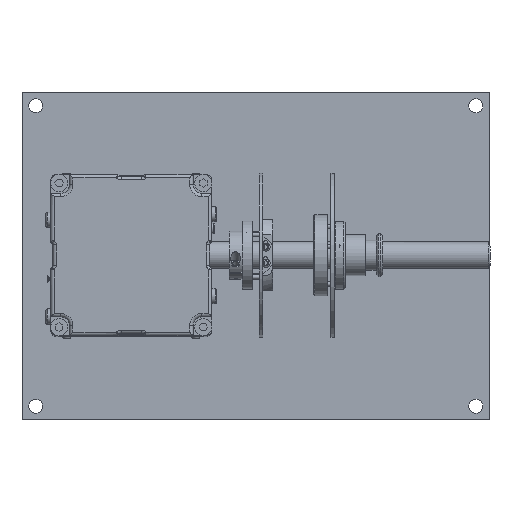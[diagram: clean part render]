
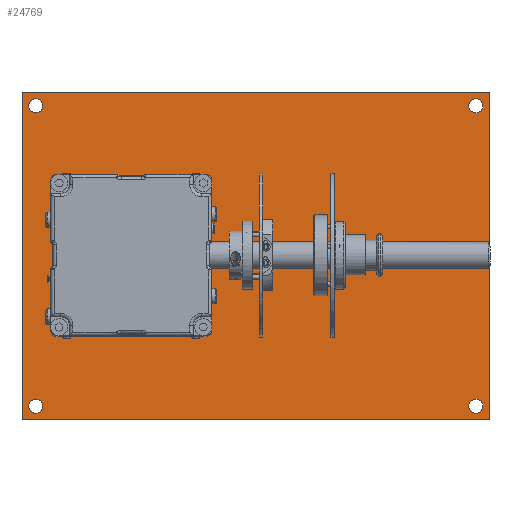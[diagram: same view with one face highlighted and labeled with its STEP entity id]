
A CAD part, top view. The second image highlights one B-rep face of the part: STEP entity #24769.
In plain terms, the highlighted planar face has unit normal (0, 0, 1).
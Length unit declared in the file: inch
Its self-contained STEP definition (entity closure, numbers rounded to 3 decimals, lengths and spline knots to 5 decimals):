
#2291=LINE('',#41255,#4297);
#2295=LINE('',#41263,#4301);
#2298=LINE('',#41269,#4304);
#2301=LINE('',#41274,#4307);
#4297=VECTOR('',#33831,12.);
#4301=VECTOR('',#33837,17.11024);
#4304=VECTOR('',#33842,12.);
#4307=VECTOR('',#33847,17.11024);
#5181=PLANE('',#27228);
#5916=FACE_BOUND('',#9485,.T.);
#5917=FACE_BOUND('',#9486,.T.);
#5918=FACE_BOUND('',#9487,.T.);
#5919=FACE_BOUND('',#9488,.T.);
#5920=FACE_BOUND('',#9489,.T.);
#5921=FACE_BOUND('',#9490,.T.);
#5922=FACE_BOUND('',#9491,.T.);
#5923=FACE_BOUND('',#9492,.T.);
#7369=FACE_OUTER_BOUND('',#9484,.T.);
#9484=EDGE_LOOP('',(#21426,#21427,#21428,#21429));
#9485=EDGE_LOOP('',(#21430));
#9486=EDGE_LOOP('',(#21431));
#9487=EDGE_LOOP('',(#21432));
#9488=EDGE_LOOP('',(#21433));
#9489=EDGE_LOOP('',(#21434));
#9490=EDGE_LOOP('',(#21435));
#9491=EDGE_LOOP('',(#21436));
#9492=EDGE_LOOP('',(#21437));
#10256=CIRCLE('',#27189,0.21654);
#10260=CIRCLE('',#27196,0.21654);
#10264=CIRCLE('',#27203,0.21654);
#10268=CIRCLE('',#27210,0.21654);
#10270=CIRCLE('',#27213,0.25591);
#10272=CIRCLE('',#27216,0.25591);
#10274=CIRCLE('',#27219,0.25591);
#10276=CIRCLE('',#27222,0.25591);
#12391=VERTEX_POINT('',#41197);
#12395=VERTEX_POINT('',#41208);
#12399=VERTEX_POINT('',#41219);
#12403=VERTEX_POINT('',#41230);
#12405=VERTEX_POINT('',#41235);
#12407=VERTEX_POINT('',#41240);
#12409=VERTEX_POINT('',#41245);
#12411=VERTEX_POINT('',#41250);
#12412=VERTEX_POINT('',#41253);
#12413=VERTEX_POINT('',#41254);
#12416=VERTEX_POINT('',#41262);
#12418=VERTEX_POINT('',#41268);
#15393=EDGE_CURVE('',#12391,#12391,#10256,.T.);
#15397=EDGE_CURVE('',#12395,#12395,#10260,.T.);
#15401=EDGE_CURVE('',#12399,#12399,#10264,.T.);
#15405=EDGE_CURVE('',#12403,#12403,#10268,.T.);
#15407=EDGE_CURVE('',#12405,#12405,#10270,.T.);
#15409=EDGE_CURVE('',#12407,#12407,#10272,.T.);
#15411=EDGE_CURVE('',#12409,#12409,#10274,.T.);
#15413=EDGE_CURVE('',#12411,#12411,#10276,.T.);
#15414=EDGE_CURVE('',#12412,#12413,#2291,.T.);
#15418=EDGE_CURVE('',#12413,#12416,#2295,.T.);
#15421=EDGE_CURVE('',#12416,#12418,#2298,.T.);
#15424=EDGE_CURVE('',#12418,#12412,#2301,.T.);
#21426=ORIENTED_EDGE('',*,*,#15414,.F.);
#21427=ORIENTED_EDGE('',*,*,#15424,.F.);
#21428=ORIENTED_EDGE('',*,*,#15421,.F.);
#21429=ORIENTED_EDGE('',*,*,#15418,.F.);
#21430=ORIENTED_EDGE('',*,*,#15393,.T.);
#21431=ORIENTED_EDGE('',*,*,#15397,.T.);
#21432=ORIENTED_EDGE('',*,*,#15401,.T.);
#21433=ORIENTED_EDGE('',*,*,#15405,.T.);
#21434=ORIENTED_EDGE('',*,*,#15407,.T.);
#21435=ORIENTED_EDGE('',*,*,#15409,.T.);
#21436=ORIENTED_EDGE('',*,*,#15411,.T.);
#21437=ORIENTED_EDGE('',*,*,#15413,.T.);
#24769=ADVANCED_FACE('',(#7369,#5916,#5917,#5918,#5919,#5920,#5921,#5922,
#5923),#5181,.T.);
#27189=AXIS2_PLACEMENT_3D('',#41198,#33761,#33762);
#27196=AXIS2_PLACEMENT_3D('',#41209,#33775,#33776);
#27203=AXIS2_PLACEMENT_3D('',#41220,#33789,#33790);
#27210=AXIS2_PLACEMENT_3D('',#41231,#33803,#33804);
#27213=AXIS2_PLACEMENT_3D('',#41236,#33809,#33810);
#27216=AXIS2_PLACEMENT_3D('',#41241,#33815,#33816);
#27219=AXIS2_PLACEMENT_3D('',#41246,#33821,#33822);
#27222=AXIS2_PLACEMENT_3D('',#41251,#33827,#33828);
#27228=AXIS2_PLACEMENT_3D('',#41277,#33851,#33852);
#33761=DIRECTION('center_axis',(0.,0.,
-1.));
#33762=DIRECTION('ref_axis',(-1.,0.,0.));
#33775=DIRECTION('center_axis',(0.,0.,
-1.));
#33776=DIRECTION('ref_axis',(-1.,0.,0.));
#33789=DIRECTION('center_axis',(0.,0.,
-1.));
#33790=DIRECTION('ref_axis',(-1.,0.,0.));
#33803=DIRECTION('center_axis',(0.,0.,
-1.));
#33804=DIRECTION('ref_axis',(-1.,0.,0.));
#33809=DIRECTION('center_axis',(0.,0.,
-1.));
#33810=DIRECTION('ref_axis',(1.,0.,0.));
#33815=DIRECTION('center_axis',(0.,0.,
-1.));
#33816=DIRECTION('ref_axis',(1.,0.,0.));
#33821=DIRECTION('center_axis',(0.,0.,
-1.));
#33822=DIRECTION('ref_axis',(1.,0.,0.));
#33827=DIRECTION('center_axis',(0.,0.,
-1.));
#33828=DIRECTION('ref_axis',(1.,0.,0.));
#33831=DIRECTION('',(0.,1.,0.));
#33837=DIRECTION('',(1.,0.,0.));
#33842=DIRECTION('',(0.,-1.,0.));
#33847=DIRECTION('',(-1.,0.,0.));
#33851=DIRECTION('center_axis',(0.,0.,
1.));
#33852=DIRECTION('ref_axis',(1.,0.,0.));
#41197=CARTESIAN_POINT('',(-0.19601,0.31496,0.));
#41198=CARTESIAN_POINT('Origin',(-0.41254,0.31496,0.));
#41208=CARTESIAN_POINT('',(-0.19601,5.59055,0.));
#41209=CARTESIAN_POINT('Origin',(-0.41254,5.59055,0.));
#41219=CARTESIAN_POINT('',(-5.4716,5.59055,0.));
#41220=CARTESIAN_POINT('Origin',(-5.68813,5.59055,0.));
#41230=CARTESIAN_POINT('',(-5.4716,0.31496,0.));
#41231=CARTESIAN_POINT('Origin',(-5.68813,0.31496,0.));
#41235=CARTESIAN_POINT('',(9.8158,-2.54724,0.));
#41236=CARTESIAN_POINT('Origin',(9.5599,-2.54724,0.));
#41240=CARTESIAN_POINT('',(9.8158,8.45276,0.));
#41241=CARTESIAN_POINT('Origin',(9.5599,8.45276,0.));
#41245=CARTESIAN_POINT('',(-6.29443,8.45276,0.));
#41246=CARTESIAN_POINT('Origin',(-6.55034,8.45276,0.));
#41250=CARTESIAN_POINT('',(-6.29443,-2.54724,0.));
#41251=CARTESIAN_POINT('Origin',(-6.55034,-2.54724,0.));
#41253=CARTESIAN_POINT('',(-7.05034,-3.04724,0.));
#41254=CARTESIAN_POINT('',(-7.05034,8.95276,0.));
#41255=CARTESIAN_POINT('',(-7.05034,8.95276,0.));
#41262=CARTESIAN_POINT('',(10.0599,8.95276,0.));
#41263=CARTESIAN_POINT('',(10.0599,8.95276,0.));
#41268=CARTESIAN_POINT('',(10.0599,-3.04724,0.));
#41269=CARTESIAN_POINT('',(10.0599,-3.04724,0.));
#41274=CARTESIAN_POINT('',(-7.05034,-3.04724,0.));
#41277=CARTESIAN_POINT('Origin',(1.50478,2.95276,0.));
